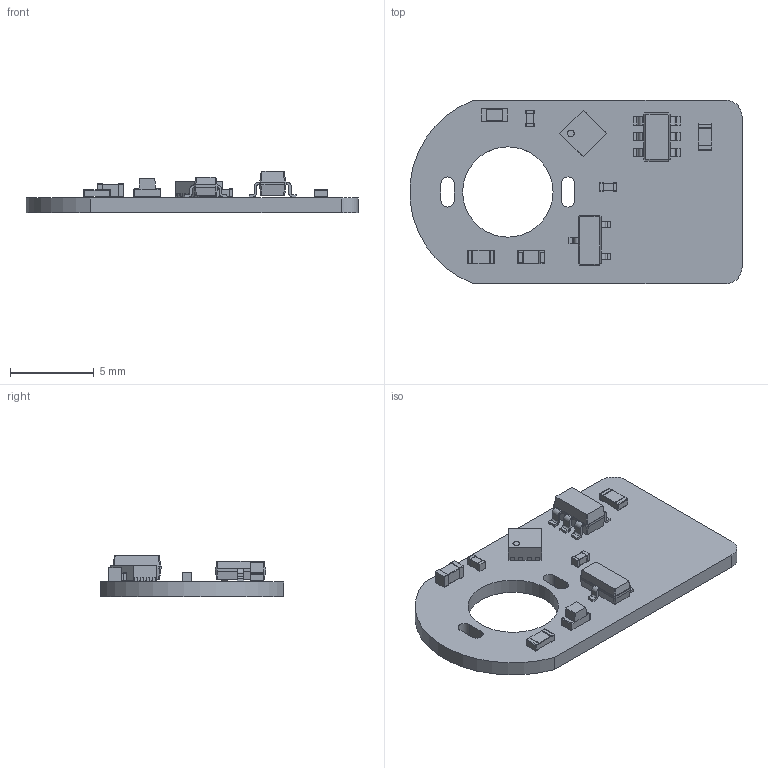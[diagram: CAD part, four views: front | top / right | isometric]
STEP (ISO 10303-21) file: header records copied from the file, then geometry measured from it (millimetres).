
FILE_DESCRIPTION(('KiCad electronic assembly'),'2;1');
FILE_NAME('motorback_x2.step','2021-09-16T08:36:31',('Pcbnew'),('Kicad') ,'Open CASCADE STEP processor 7.3','KiCad to STEP converter','Unknown' );
FILE_SCHEMA(('AUTOMOTIVE_DESIGN { 1 0 10303 214 1 1 1 1 }'));
Length unit declared in the file: millimetre
Products named in the file (16): motorback_x2 1; R_0603_1608Metric; SOLID; C_0402_1005Metric; SOT-23; DFN-8_2x2mm_P0.5mm; SOT-23-6; C_0603_1608Metric; LED_0603_1608Metric; COMPOUND
Assembly tree (17 placements, depth 3):
  motorback_x2 1
    R_0603_1608Metric  x2
      SOLID
    C_0402_1005Metric  x2
      SOLID
    SOT-23
      SOLID
    DFN-8_2x2mm_P0.5mm
      SOLID
    SOT-23-6
      SOLID
    C_0603_1608Metric
      SOLID
    LED_0603_1608Metric
      SOLID
    COMPOUND
Bounding box: 19.85 x 11 x 2.49 mm (x, y, z)
Volume: 179.2 mm3; surface area: 527.5 mm2
Topology: 10 solids, 10 shells, 459 faces, 1187 edges, 756 vertices
Faces by surface type: bspline 442, plane 9, cylinder 8
Full cylindrical faces by diameter (mm): 5.4 x1
Entity records: 26461 total; most frequent: CARTESIAN_POINT 9672, B_SPLINE_CURVE_WITH_KNOTS 2666, ORIENTED_EDGE 2094, PCURVE 2094, DEFINITIONAL_REPRESENTATION 2094, EDGE_CURVE 1047, SURFACE_CURVE 1045, VERTEX_POINT 664
